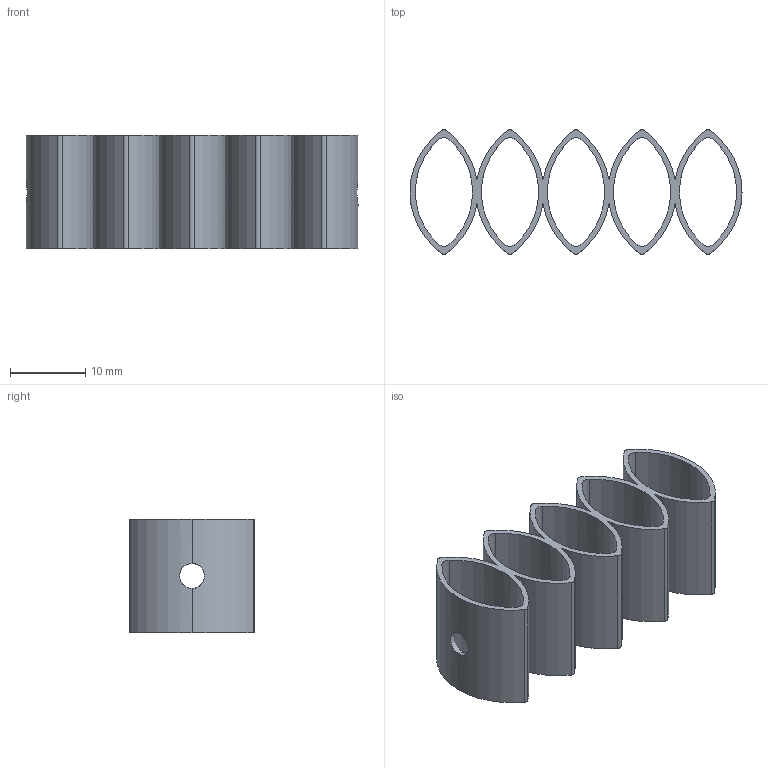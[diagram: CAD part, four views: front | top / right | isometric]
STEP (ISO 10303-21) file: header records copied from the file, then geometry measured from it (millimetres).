
FILE_DESCRIPTION(('STEP AP214'),'1');
FILE_NAME('Spring.stp','2013-09-18T07:13:20',(' '),(' '),'Spatial InterOp 3D',' ',' ');
FILE_SCHEMA(('automotive_design'));
Length unit declared in the file: millimetre
Products named in the file (1): Spring
Bounding box: 44 x 16.49 x 15 mm (x, y, z)
Volume: 1886 mm3; surface area: 5374.6 mm2
Topology: 1 solids, 1 shells, 74 faces, 252 edges, 160 vertices
Faces by surface type: cylinder 72, plane 2
Entity records: 4072 total; most frequent: CARTESIAN_POINT 1191, ORIENTED_EDGE 504, DIRECTION 482, EDGE_CURVE 252, AXIS2_PLACEMENT_3D 195, VERTEX_POINT 160, CIRCLE 120, EDGE_LOOP 92
